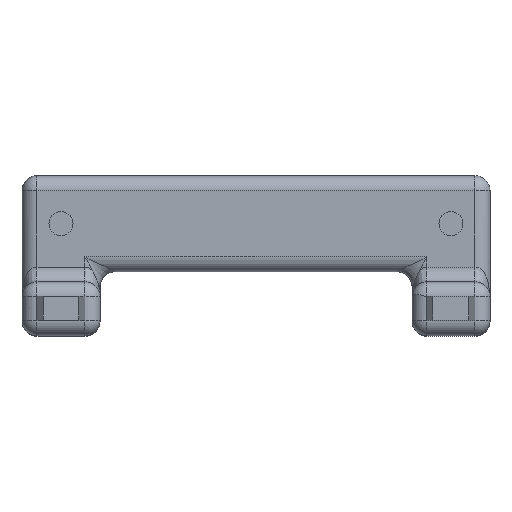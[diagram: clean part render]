
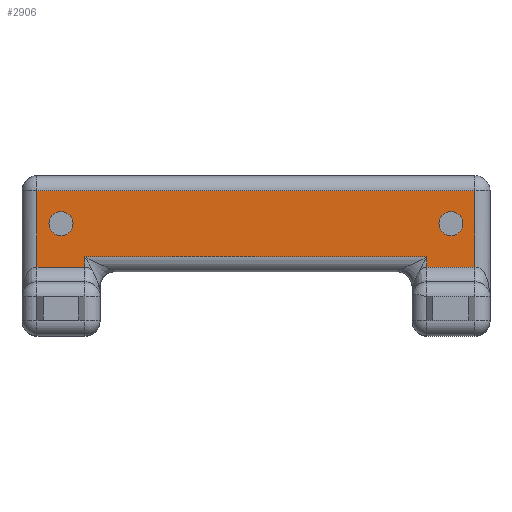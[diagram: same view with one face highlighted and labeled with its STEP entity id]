
A CAD part, top view. The second image highlights one B-rep face of the part: STEP entity #2906.
In plain terms, the highlighted planar face has unit normal (0, 0, 1).
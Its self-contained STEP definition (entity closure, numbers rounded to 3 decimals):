
#650=CARTESIAN_POINT('',(-6.5,2.85,-7.3));
#651=DIRECTION('',(0.,0.,1.));
#652=DIRECTION('',(1.,0.,0.));
#653=AXIS2_PLACEMENT_3D('',#650,#651,#652);
#655=CARTESIAN_POINT('',(-6.5,2.85,-7.3));
#656=DIRECTION('',(0.,0.,1.));
#657=DIRECTION('',(-1.,0.,0.));
#658=AXIS2_PLACEMENT_3D('',#655,#656,#657);
#660=CARTESIAN_POINT('',(6.5,2.85,-7.3));
#661=DIRECTION('',(0.,0.,1.));
#662=DIRECTION('',(1.,0.,0.));
#663=AXIS2_PLACEMENT_3D('',#660,#661,#662);
#665=CARTESIAN_POINT('',(6.5,2.85,-7.3));
#666=DIRECTION('',(0.,0.,1.));
#667=DIRECTION('',(-1.,0.,0.));
#668=AXIS2_PLACEMENT_3D('',#665,#666,#667);
#670=DIRECTION('',(1.,0.,0.));
#671=VECTOR('',#670,1.6);
#672=CARTESIAN_POINT('',(-7.3,1.4,-7.3));
#673=LINE('',#672,#671);
#674=DIRECTION('',(0.,-1.,0.));
#675=VECTOR('',#674,2.55);
#676=CARTESIAN_POINT('',(-7.3,3.95,-7.3));
#677=LINE('',#676,#675);
#678=DIRECTION('',(-1.,0.,0.));
#679=VECTOR('',#678,14.6);
#680=CARTESIAN_POINT('',(7.3,3.95,-7.3));
#681=LINE('',#680,#679);
#682=DIRECTION('',(0.,1.,0.));
#683=VECTOR('',#682,2.55);
#684=CARTESIAN_POINT('',(7.3,1.4,-7.3));
#685=LINE('',#684,#683);
#686=DIRECTION('',(1.,0.,0.));
#687=VECTOR('',#686,1.6);
#688=CARTESIAN_POINT('',(5.7,1.4,-7.3));
#689=LINE('',#688,#687);
#690=DIRECTION('',(0.,-1.,0.));
#691=VECTOR('',#690,0.35);
#692=CARTESIAN_POINT('',(5.7,1.75,-7.3));
#693=LINE('',#692,#691);
#694=DIRECTION('',(1.,0.,0.));
#695=VECTOR('',#694,11.4);
#696=CARTESIAN_POINT('',(-5.7,1.75,-7.3));
#697=LINE('',#696,#695);
#698=DIRECTION('',(0.,1.,0.));
#699=VECTOR('',#698,0.35);
#700=CARTESIAN_POINT('',(-5.7,1.4,-7.3));
#701=LINE('',#700,#699);
#1798=CARTESIAN_POINT('',(-6.1,2.85,-7.3));
#1799=CARTESIAN_POINT('',(-6.9,2.85,-7.3));
#1800=VERTEX_POINT('',#1798);
#1801=VERTEX_POINT('',#1799);
#1806=CARTESIAN_POINT('',(6.9,2.85,-7.3));
#1807=CARTESIAN_POINT('',(6.1,2.85,-7.3));
#1808=VERTEX_POINT('',#1806);
#1809=VERTEX_POINT('',#1807);
#1876=CARTESIAN_POINT('',(7.3,3.95,-7.3));
#1877=CARTESIAN_POINT('',(-7.3,3.95,-7.3));
#1878=VERTEX_POINT('',#1876);
#1879=VERTEX_POINT('',#1877);
#1920=CARTESIAN_POINT('',(-7.3,1.4,-7.3));
#1921=CARTESIAN_POINT('',(-5.7,1.4,-7.3));
#1922=VERTEX_POINT('',#1920);
#1923=VERTEX_POINT('',#1921);
#1931=CARTESIAN_POINT('',(5.7,1.4,-7.3));
#1932=CARTESIAN_POINT('',(7.3,1.4,-7.3));
#1933=VERTEX_POINT('',#1931);
#1934=VERTEX_POINT('',#1932);
#1938=CARTESIAN_POINT('',(5.7,1.75,-7.3));
#1939=VERTEX_POINT('',#1938);
#1942=CARTESIAN_POINT('',(-5.7,1.75,-7.3));
#1943=VERTEX_POINT('',#1942);
#2873=CARTESIAN_POINT('',(0.,0.,-7.3));
#2874=DIRECTION('',(0.,0.,-1.));
#2875=DIRECTION('',(-1.,0.,0.));
#2876=AXIS2_PLACEMENT_3D('',#2873,#2874,#2875);
#2877=PLANE('',#2876);
#2879=ORIENTED_EDGE('',*,*,#2878,.F.);
#2881=ORIENTED_EDGE('',*,*,#2880,.F.);
#2883=ORIENTED_EDGE('',*,*,#2882,.F.);
#2884=ORIENTED_EDGE('',*,*,#2864,.F.);
#2886=ORIENTED_EDGE('',*,*,#2885,.F.);
#2887=ORIENTED_EDGE('',*,*,#2204,.F.);
#2889=ORIENTED_EDGE('',*,*,#2888,.F.);
#2891=ORIENTED_EDGE('',*,*,#2890,.F.);
#2892=EDGE_LOOP('',(#2879,#2881,#2883,#2884,#2886,#2887,#2889,#2891));
#2893=FACE_OUTER_BOUND('',#2892,.F.);
#2895=ORIENTED_EDGE('',*,*,#2894,.T.);
#2897=ORIENTED_EDGE('',*,*,#2896,.T.);
#2898=EDGE_LOOP('',(#2895,#2897));
#2899=FACE_BOUND('',#2898,.F.);
#2901=ORIENTED_EDGE('',*,*,#2900,.T.);
#2903=ORIENTED_EDGE('',*,*,#2902,.T.);
#2904=EDGE_LOOP('',(#2901,#2903));
#2905=FACE_BOUND('',#2904,.F.);
#654=CIRCLE('',#653,0.4);
#659=CIRCLE('',#658,0.4);
#664=CIRCLE('',#663,0.4);
#669=CIRCLE('',#668,0.4);
#2204=EDGE_CURVE('',#1939,#1933,#693,.T.);
#2864=EDGE_CURVE('',#1934,#1878,#685,.T.);
#2878=EDGE_CURVE('',#1922,#1923,#673,.T.);
#2880=EDGE_CURVE('',#1879,#1922,#677,.T.);
#2882=EDGE_CURVE('',#1878,#1879,#681,.T.);
#2885=EDGE_CURVE('',#1933,#1934,#689,.T.);
#2888=EDGE_CURVE('',#1943,#1939,#697,.T.);
#2890=EDGE_CURVE('',#1923,#1943,#701,.T.);
#2894=EDGE_CURVE('',#1808,#1809,#664,.T.);
#2896=EDGE_CURVE('',#1809,#1808,#669,.T.);
#2900=EDGE_CURVE('',#1800,#1801,#654,.T.);
#2902=EDGE_CURVE('',#1801,#1800,#659,.T.);
#2906=ADVANCED_FACE('',(#2893,#2899,#2905),#2877,.F.);
